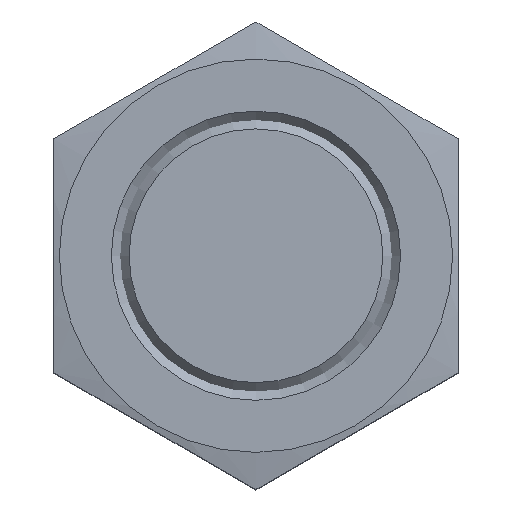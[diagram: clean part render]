
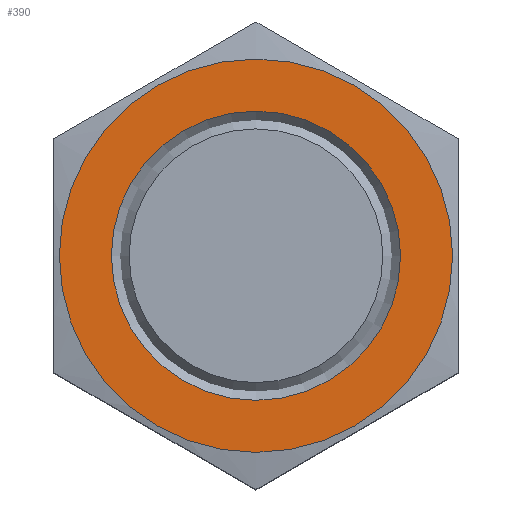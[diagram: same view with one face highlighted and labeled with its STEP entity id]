
A CAD part, top view. The second image highlights one B-rep face of the part: STEP entity #390.
In plain terms, the highlighted face is planar.
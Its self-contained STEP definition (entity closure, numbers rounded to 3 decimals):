
#57=PLANE('',#436);
#111=ORIENTED_EDGE('',*,*,#167,.F.);
#112=ORIENTED_EDGE('',*,*,#160,.T.);
#160=EDGE_CURVE('',#193,#193,#213,.T.);
#167=EDGE_CURVE('',#200,#200,#214,.T.);
#193=VERTEX_POINT('',#617);
#200=VERTEX_POINT('',#650);
#213=CIRCLE('',#435,3.4);
#214=CIRCLE('',#437,2.5);
#241=EDGE_LOOP('',(#111));
#242=EDGE_LOOP('',(#112));
#279=FACE_BOUND('',#241,.T.);
#280=FACE_BOUND('',#242,.T.);
#390=ADVANCED_FACE('',(#279,#280),#57,.F.);
#435=AXIS2_PLACEMENT_3D('',#616,#501,#502);
#436=AXIS2_PLACEMENT_3D('',#648,#503,#504);
#437=AXIS2_PLACEMENT_3D('',#649,#505,#506);
#501=DIRECTION('',(1.,0.,0.));
#502=DIRECTION('',(0.,0.,-1.));
#503=DIRECTION('',(-1.,0.,0.));
#504=DIRECTION('',(0.,0.,1.));
#505=DIRECTION('',(1.,0.,0.));
#506=DIRECTION('',(0.,0.,-1.));
#616=CARTESIAN_POINT('',(2.5,0.,0.));
#617=CARTESIAN_POINT('',(2.5,0.,-3.4));
#648=CARTESIAN_POINT('',(2.5,3.4,0.));
#649=CARTESIAN_POINT('',(2.5,0.,0.));
#650=CARTESIAN_POINT('',(2.5,0.,-2.5));
